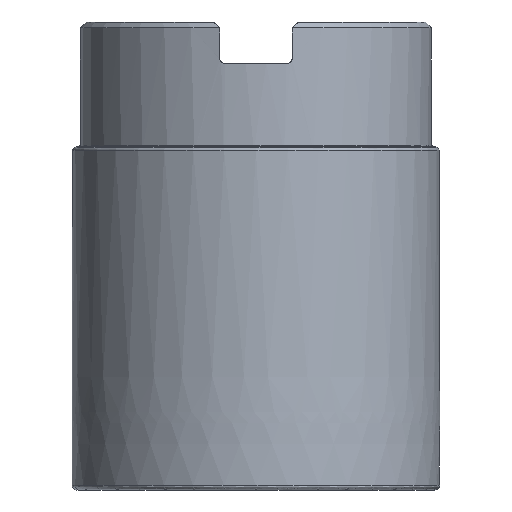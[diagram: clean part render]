
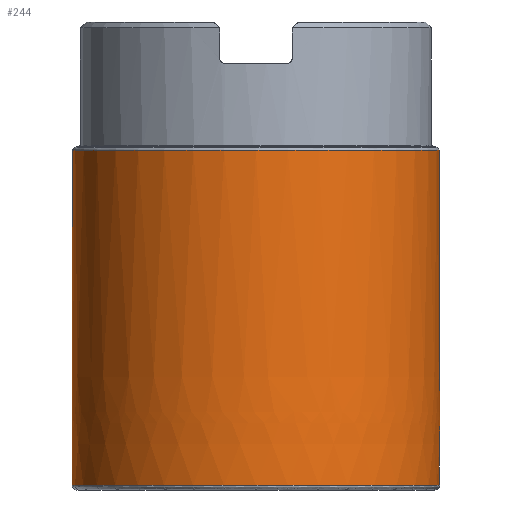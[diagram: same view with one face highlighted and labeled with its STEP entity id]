
A CAD part, front view. The second image highlights one B-rep face of the part: STEP entity #244.
In plain terms, the highlighted face is a revolution surface.
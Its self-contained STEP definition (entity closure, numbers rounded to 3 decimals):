
#244=ADVANCED_FACE('',(#460,#461),#326,.T.);
#326=SURFACE_OF_REVOLUTION('',#386,#356);
#356=AXIS1_PLACEMENT('',#2243,#1715);
#386=B_SPLINE_CURVE_WITH_KNOTS('',3,(#2235,#2236,#2237,#2238,#2239,#2240,
#2241,#2242),.UNSPECIFIED.,.F.,.F.,(4,2,2,4),(0.,0.261,0.522,
1.),.UNSPECIFIED.);
#460=FACE_BOUND('',#576,.T.);
#461=FACE_BOUND('',#577,.T.);
#576=EDGE_LOOP('',(#716));
#577=EDGE_LOOP('',(#717));
#716=ORIENTED_EDGE('',*,*,#1053,.F.);
#717=ORIENTED_EDGE('',*,*,#1052,.T.);
#951=VERTEX_POINT('',#2221);
#952=VERTEX_POINT('',#2234);
#1052=EDGE_CURVE('',#951,#951,#1177,.T.);
#1053=EDGE_CURVE('',#952,#952,#1178,.T.);
#1177=CIRCLE('',#1519,31.343);
#1178=CIRCLE('',#1520,31.4);
#1519=AXIS2_PLACEMENT_3D('',#2220,#1710,#1711);
#1520=AXIS2_PLACEMENT_3D('',#2233,#1713,#1714);
#1710=DIRECTION('',(0.,0.,-1.));
#1711=DIRECTION('',(-1.,0.,0.));
#1713=DIRECTION('',(0.,0.,-1.));
#1714=DIRECTION('',(-1.,0.,0.));
#1715=DIRECTION('',(0.,0.,-1.));
#2220=CARTESIAN_POINT('',(0.,0.,-21.925));
#2221=CARTESIAN_POINT('',(-31.343,0.,-21.925));
#2233=CARTESIAN_POINT('',(0.,0.,-79.204));
#2234=CARTESIAN_POINT('',(-31.4,0.,-79.204));
#2235=CARTESIAN_POINT('',(-31.343,0.,-21.925));
#2236=CARTESIAN_POINT('',(-31.419,0.,-66.163));
#2237=CARTESIAN_POINT('',(-31.434,0.,-67.406));
#2238=CARTESIAN_POINT('',(-31.452,0.,-69.892));
#2239=CARTESIAN_POINT('',(-31.456,0.,-71.135));
#2240=CARTESIAN_POINT('',(-31.453,0.,-74.653));
#2241=CARTESIAN_POINT('',(-31.435,0.,-76.929));
#2242=CARTESIAN_POINT('',(-31.4,0.,-79.204));
#2243=CARTESIAN_POINT('',(0.,0.,0.));
